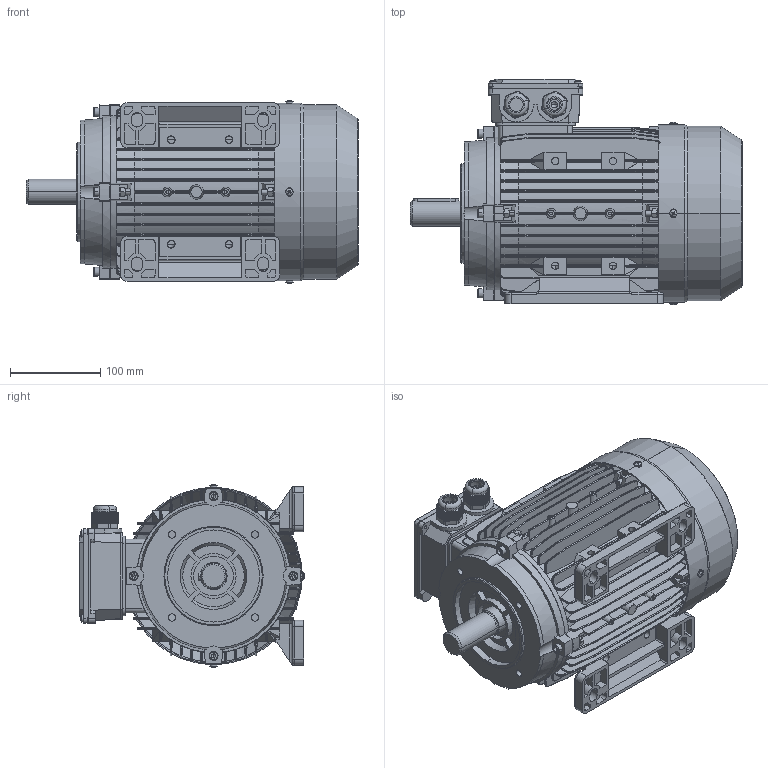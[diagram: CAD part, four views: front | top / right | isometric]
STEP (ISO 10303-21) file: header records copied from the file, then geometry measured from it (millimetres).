
FILE_DESCRIPTION (( 'STEP AP203' ), '1' );
FILE_NAME ('MS100S B34蚾饜芞.STEP', '2015-01-05T03:13:47', ( 'USER' ), ( 'MS' ), 'SwSTEP 2.0', 'SolidWorks 2008', '' );
FILE_SCHEMA (( 'CONFIG_CONTROL_DESIGN' ));
Length unit declared in the file: millimetre
Products named in the file (14): 100S机壳_默认; 100S转轴_默认; y2风叶100#_默认; 80-100出线螺套_默认; 100 B14盖_默认; MS100S B34蚾饜芞; 100后端盖_默认; 新接线盒盖80-100_默认; 新接线盒座80-100_默认; 100风罩_默认; Cross recessed thread forming screws GB_GB_CROSS_SCREWS_TYPE138 M4X10-N; Hexagon nuts grade C GB_GB_FASTENER_NUT_SNC1 M6-N; Hexagon socket head cap screws GB_GB_FASTENER_SCREWS_HSHCS M6X35-N; 100底脚_默认
Assembly tree (36 placements, depth 2):
  MS100S B34蚾饜芞
    新接线盒盖80-100_默认
    100后端盖_默认
    Hexagon nuts grade C GB_GB_FASTENER_NUT_SNC1 M6-N  x8
    Hexagon socket head cap screws GB_GB_FASTENER_SCREWS_HSHCS M6X35-N  x8
    Cross recessed thread forming screws GB_GB_CROSS_SCREWS_TYPE138 M4X10-N  x8
    100底脚_默认  x2
    80-100出线螺套_默认  x2
    y2风叶100#_默认
    100S转轴_默认
    新接线盒座80-100_默认
    100风罩_默认
    100 B14盖_默认
    100S机壳_默认
Bounding box: 368 x 250.27 x 202.54 mm (x, y, z)
Volume: 1824540.7 mm3; surface area: 1034297.3 mm2
Topology: 36 solids, 36 shells, 4649 faces, 12161 edges, 7622 vertices
Faces by surface type: plane 2704, cylinder 1237, cone 254, bspline 198, torus 128, sphere 128
Entity records: 125329 total; most frequent: CARTESIAN_POINT 34818, ORIENTED_EDGE 19250, DIRECTION 17246, EDGE_CURVE 9625, VERTEX_POINT 6059, VECTOR 5866, LINE 5866, AXIS2_PLACEMENT_3D 5690
